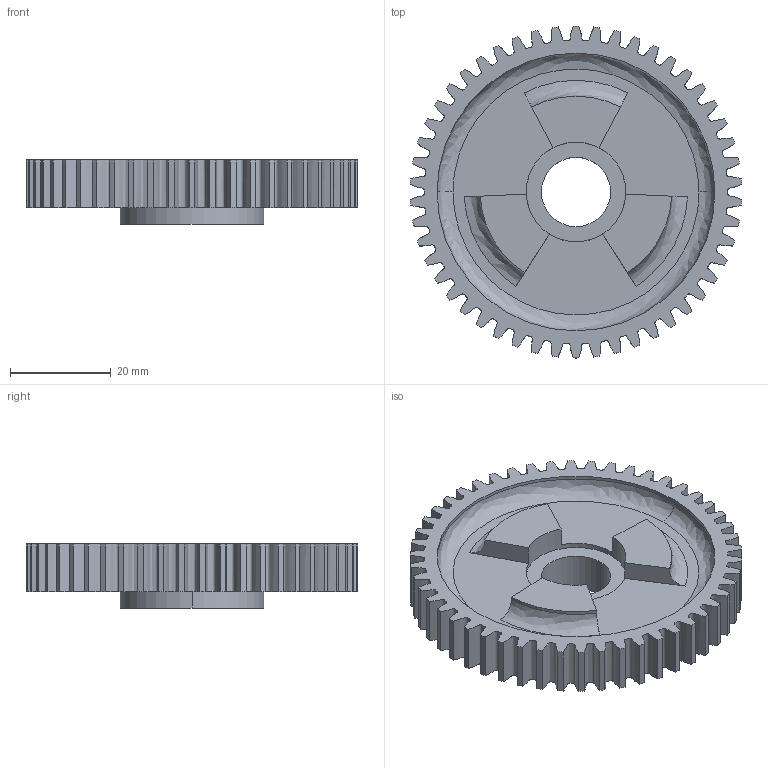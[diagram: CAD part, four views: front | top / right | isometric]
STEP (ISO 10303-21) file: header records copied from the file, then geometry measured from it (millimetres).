
FILE_DESCRIPTION (( 'STEP AP214' ), '1' );
FILE_NAME ('WCP-0095 Rev1.STEP', '2019-01-30T09:50:48', ( '' ), ( '' ), 'SwSTEP 2.0', 'SolidWorks 2018', '' );
FILE_SCHEMA (( 'AUTOMOTIVE_DESIGN' ));
Length unit declared in the file: inch
Products named in the file (1): WCP-0095 Rev1
Bounding box: 65.97 x 66.04 x 12.75 mm (x, y, z)
Volume: 24303.7 mm3; surface area: 12980.4 mm2
Topology: 2 solids, 2 shells, 139 faces, 391 edges, 260 vertices
Faces by surface type: cylinder 67, bspline 55, plane 17
Entity records: 21309 total; most frequent: CARTESIAN_POINT 16095, ORIENTED_EDGE 782, DIRECTION 592, EDGE_CURVE 391, VERTEX_POINT 260, AXIS2_PLACEMENT_3D 227, EDGE_LOOP 147, UNCERTAINTY_MEASURE_WITH_UNIT 143
